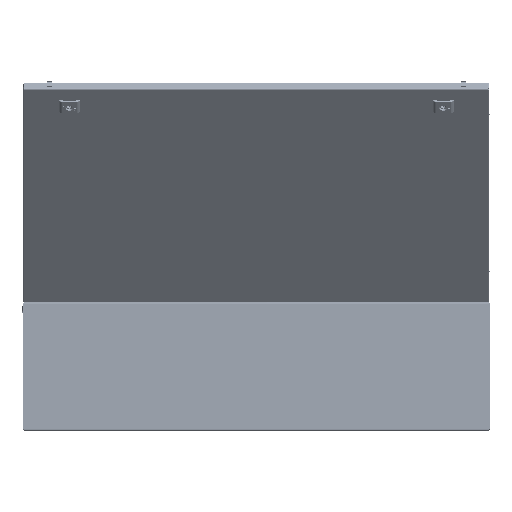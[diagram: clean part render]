
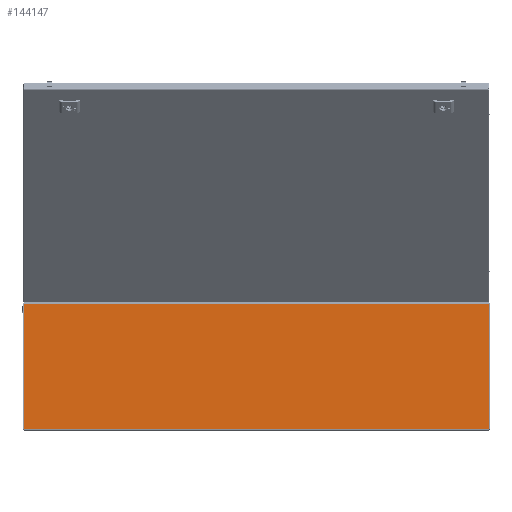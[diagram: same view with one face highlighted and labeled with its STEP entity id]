
A CAD part, front view. The second image highlights one B-rep face of the part: STEP entity #144147.
In plain terms, the highlighted planar face has unit normal (0, -1, 0).
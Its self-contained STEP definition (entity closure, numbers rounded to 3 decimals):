
#13263 = ORIENTED_EDGE ( 'NONE', *, *, #123976, .T. ) ;
#13265 = ORIENTED_EDGE ( 'NONE', *, *, #123977, .F. ) ;
#13267 = ORIENTED_EDGE ( 'NONE', *, *, #123974, .F. ) ;
#13268 = ORIENTED_EDGE ( 'NONE', *, *, #123978, .T. ) ;
#18779 = CARTESIAN_POINT ( 'NONE',  ( -498.4, -300., 1.5 ) ) ;
#18793 = CARTESIAN_POINT ( 'NONE',  ( -498.4, -300., 270.5 ) ) ;
#18803 = CARTESIAN_POINT ( 'NONE',  ( 498.4, -300., 270.5 ) ) ;
#18807 = CARTESIAN_POINT ( 'NONE',  ( 498.4, -300., 1.5 ) ) ;
#81166 = AXIS2_PLACEMENT_3D ( 'NONE', #84051, #84085, #84089 ) ;
#84051 = CARTESIAN_POINT ( 'NONE',  ( -498.5, -300., 272. ) ) ;
#84067 = FACE_OUTER_BOUND ( 'NONE', #94112, .T. ) ;
#84072 = PLANE ( 'NONE',  #81166 ) ;
#84085 = DIRECTION ( 'NONE',  ( 0., 1., 0. ) ) ;
#84089 = DIRECTION ( 'NONE',  ( 0., 0., 1. ) ) ;
#94112 = EDGE_LOOP ( 'NONE', ( #13263, #13265, #13267, #13268 ) ) ;
#123974 = EDGE_CURVE ( 'NONE', #127353, #127341, #143127, .T. ) ;
#123976 = EDGE_CURVE ( 'NONE', #127349, #127338, #143139, .T. ) ;
#123977 = EDGE_CURVE ( 'NONE', #127341, #127338, #143110, .T. ) ;
#123978 = EDGE_CURVE ( 'NONE', #127353, #127349, #143151, .T. ) ;
#127338 = VERTEX_POINT ( 'NONE', #18793 ) ;
#127341 = VERTEX_POINT ( 'NONE', #18779 ) ;
#127349 = VERTEX_POINT ( 'NONE', #18803 ) ;
#127353 = VERTEX_POINT ( 'NONE', #18807 ) ;
#143110 = LINE ( 'NONE', #143146, #144086 ) ;
#143127 = LINE ( 'NONE', #143130, #144094 ) ;
#143130 = CARTESIAN_POINT ( 'NONE',  ( -498.5, -300., 1.5 ) ) ;
#143131 = DIRECTION ( 'NONE',  ( -1., 0., 0. ) ) ;
#143139 = LINE ( 'NONE', #143143, #144092 ) ;
#143143 = CARTESIAN_POINT ( 'NONE',  ( 497.793, -300., 270.5 ) ) ;
#143144 = DIRECTION ( 'NONE',  ( -1., 0., 0. ) ) ;
#143146 = CARTESIAN_POINT ( 'NONE',  ( -498.4, -300., 1.5 ) ) ;
#143149 = DIRECTION ( 'NONE',  ( 0., 0., 1. ) ) ;
#143151 = LINE ( 'NONE', #143154, #144099 ) ;
#143154 = CARTESIAN_POINT ( 'NONE',  ( 498.4, -300., 1.5 ) ) ;
#143155 = DIRECTION ( 'NONE',  ( 0., 0., 1. ) ) ;
#144086 = VECTOR ( 'NONE', #143149, 1000. ) ;
#144092 = VECTOR ( 'NONE', #143144, 1000. ) ;
#144094 = VECTOR ( 'NONE', #143131, 1000. ) ;
#144099 = VECTOR ( 'NONE', #143155, 1000. ) ;
#144147 = ADVANCED_FACE ( 'NONE', ( #84067 ), #84072, .F. ) ;
